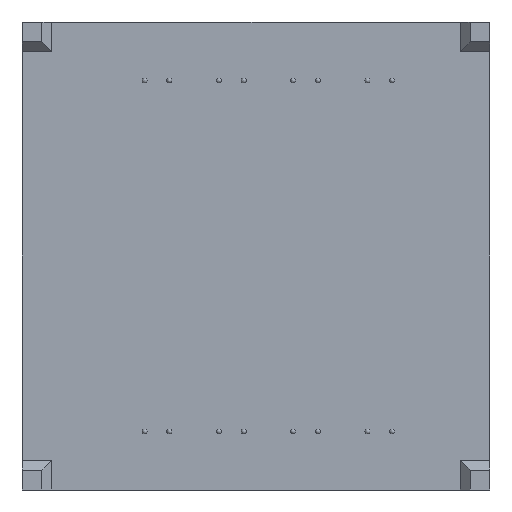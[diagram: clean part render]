
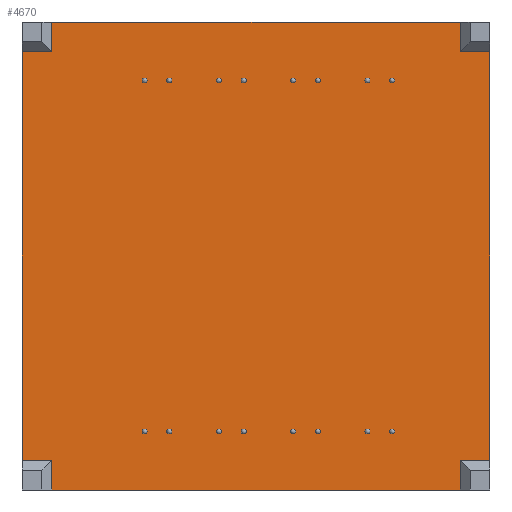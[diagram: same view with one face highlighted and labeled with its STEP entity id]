
A CAD part, front view. The second image highlights one B-rep face of the part: STEP entity #4670.
In plain terms, the highlighted planar face has unit normal (0, -1, 0).
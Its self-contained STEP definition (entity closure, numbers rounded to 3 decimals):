
#76 = CARTESIAN_POINT ( 'NONE',  ( -24., 0., -20.959 ) ) ;
#89 = VECTOR ( 'NONE', #6737, 1000. ) ;
#97 = CARTESIAN_POINT ( 'NONE',  ( -24., 0., 24.001 ) ) ;
#192 = VECTOR ( 'NONE', #8181, 1000. ) ;
#482 = LINE ( 'NONE', #1013, #89 ) ;
#485 = DIRECTION ( 'NONE',  ( 1., 0., 0. ) ) ;
#546 = VERTEX_POINT ( 'NONE', #6547 ) ;
#790 = VECTOR ( 'NONE', #485, 1000. ) ;
#831 = EDGE_CURVE ( 'NONE', #7813, #7100, #1479, .T. ) ;
#904 = LINE ( 'NONE', #3942, #7450 ) ;
#978 = EDGE_CURVE ( 'NONE', #5203, #5405, #4377, .T. ) ;
#1013 = CARTESIAN_POINT ( 'NONE',  ( 24., 0., 0. ) ) ;
#1070 = LINE ( 'NONE', #7051, #4264 ) ;
#1256 = VECTOR ( 'NONE', #7433, 1000. ) ;
#1257 = VERTEX_POINT ( 'NONE', #2727 ) ;
#1264 = LINE ( 'NONE', #2990, #5371 ) ;
#1358 = ORIENTED_EDGE ( 'NONE', *, *, #3378, .T. ) ;
#1479 = LINE ( 'NONE', #1709, #790 ) ;
#1520 = EDGE_LOOP ( 'NONE', ( #7923, #5346, #4438, #6609, #8099, #7822, #7584, #3366, #5248, #3760, #4049, #1358 ) ) ;
#1697 = DIRECTION ( 'NONE',  ( -1., 0., 0. ) ) ;
#1709 = CARTESIAN_POINT ( 'NONE',  ( -24., 0., -20.959 ) ) ;
#1758 = EDGE_CURVE ( 'NONE', #2143, #7696, #3342, .T. ) ;
#1815 = DIRECTION ( 'NONE',  ( 0., 0., -1. ) ) ;
#1877 = LINE ( 'NONE', #3560, #1983 ) ;
#1909 = CARTESIAN_POINT ( 'NONE',  ( -24., 0., 20.959 ) ) ;
#1983 = VECTOR ( 'NONE', #7332, 1000. ) ;
#2143 = VERTEX_POINT ( 'NONE', #5004 ) ;
#2189 = EDGE_CURVE ( 'NONE', #5203, #4727, #2965, .T. ) ;
#2245 = CARTESIAN_POINT ( 'NONE',  ( -24., 0., 20.959 ) ) ;
#2278 = CARTESIAN_POINT ( 'NONE',  ( 20.96, 0., -20.959 ) ) ;
#2352 = LINE ( 'NONE', #97, #5543 ) ;
#2570 = CARTESIAN_POINT ( 'NONE',  ( -20.958, 0., -20.959 ) ) ;
#2601 = DIRECTION ( 'NONE',  ( 0., -1., 0. ) ) ;
#2656 = CARTESIAN_POINT ( 'NONE',  ( -20.958, 0., -20.959 ) ) ;
#2727 = CARTESIAN_POINT ( 'NONE',  ( 24., 0., 20.959 ) ) ;
#2965 = LINE ( 'NONE', #6266, #1256 ) ;
#2990 = CARTESIAN_POINT ( 'NONE',  ( 20.96, 0., -20.959 ) ) ;
#3318 = DIRECTION ( 'NONE',  ( -1., 0., 0. ) ) ;
#3342 = LINE ( 'NONE', #6357, #4238 ) ;
#3366 = ORIENTED_EDGE ( 'NONE', *, *, #978, .F. ) ;
#3378 = EDGE_CURVE ( 'NONE', #546, #7813, #1877, .T. ) ;
#3498 = VECTOR ( 'NONE', #7017, 1000. ) ;
#3503 = CARTESIAN_POINT ( 'NONE',  ( -20.958, 0., -24.001 ) ) ;
#3560 = CARTESIAN_POINT ( 'NONE',  ( 20.96, 0., -20.959 ) ) ;
#3760 = ORIENTED_EDGE ( 'NONE', *, *, #6883, .T. ) ;
#3767 = CARTESIAN_POINT ( 'NONE',  ( -24., 0., 0. ) ) ;
#3794 = CARTESIAN_POINT ( 'NONE',  ( -24., 0., -20.959 ) ) ;
#3850 = EDGE_CURVE ( 'NONE', #2143, #7282, #2352, .T. ) ;
#3939 = CARTESIAN_POINT ( 'NONE',  ( 24., 0., -20.959 ) ) ;
#3942 = CARTESIAN_POINT ( 'NONE',  ( -24., 0., -24.001 ) ) ;
#4049 = ORIENTED_EDGE ( 'NONE', *, *, #4705, .F. ) ;
#4238 = VECTOR ( 'NONE', #1815, 1000. ) ;
#4264 = VECTOR ( 'NONE', #5159, 1000. ) ;
#4377 = LINE ( 'NONE', #3767, #192 ) ;
#4438 = ORIENTED_EDGE ( 'NONE', *, *, #5254, .T. ) ;
#4670 = ADVANCED_FACE ( 'NONE', ( #7857 ), #5249, .T. ) ;
#4694 = CARTESIAN_POINT ( 'NONE',  ( 20.96, 0., 24.001 ) ) ;
#4705 = EDGE_CURVE ( 'NONE', #546, #6323, #904, .T. ) ;
#4727 = VERTEX_POINT ( 'NONE', #2656 ) ;
#4869 = EDGE_CURVE ( 'NONE', #7100, #1257, #482, .T. ) ;
#4954 = EDGE_CURVE ( 'NONE', #5618, #7282, #1264, .T. ) ;
#5004 = CARTESIAN_POINT ( 'NONE',  ( -20.958, 0., 24.001 ) ) ;
#5159 = DIRECTION ( 'NONE',  ( -1., 0., 0. ) ) ;
#5203 = VERTEX_POINT ( 'NONE', #3794 ) ;
#5248 = ORIENTED_EDGE ( 'NONE', *, *, #2189, .T. ) ;
#5249 = PLANE ( 'NONE',  #6209 ) ;
#5254 = EDGE_CURVE ( 'NONE', #1257, #5618, #1070, .T. ) ;
#5346 = ORIENTED_EDGE ( 'NONE', *, *, #4869, .T. ) ;
#5371 = VECTOR ( 'NONE', #5494, 1000. ) ;
#5405 = VERTEX_POINT ( 'NONE', #1909 ) ;
#5494 = DIRECTION ( 'NONE',  ( 0., 0., 1. ) ) ;
#5543 = VECTOR ( 'NONE', #5811, 1000. ) ;
#5618 = VERTEX_POINT ( 'NONE', #6563 ) ;
#5811 = DIRECTION ( 'NONE',  ( 1., 0., 0. ) ) ;
#5849 = EDGE_CURVE ( 'NONE', #7696, #5405, #6103, .T. ) ;
#5896 = VECTOR ( 'NONE', #1697, 1000. ) ;
#6103 = LINE ( 'NONE', #2245, #5896 ) ;
#6178 = LINE ( 'NONE', #2570, #3498 ) ;
#6209 = AXIS2_PLACEMENT_3D ( 'NONE', #76, #2601, #6515 ) ;
#6266 = CARTESIAN_POINT ( 'NONE',  ( -24., 0., -20.959 ) ) ;
#6323 = VERTEX_POINT ( 'NONE', #3503 ) ;
#6357 = CARTESIAN_POINT ( 'NONE',  ( -20.958, 0., -20.959 ) ) ;
#6515 = DIRECTION ( 'NONE',  ( 0., 0., -1. ) ) ;
#6547 = CARTESIAN_POINT ( 'NONE',  ( 20.96, 0., -24.001 ) ) ;
#6563 = CARTESIAN_POINT ( 'NONE',  ( 20.96, 0., 20.959 ) ) ;
#6564 = CARTESIAN_POINT ( 'NONE',  ( -20.958, 0., 20.959 ) ) ;
#6609 = ORIENTED_EDGE ( 'NONE', *, *, #4954, .T. ) ;
#6737 = DIRECTION ( 'NONE',  ( 0., 0., 1. ) ) ;
#6883 = EDGE_CURVE ( 'NONE', #4727, #6323, #6178, .T. ) ;
#7017 = DIRECTION ( 'NONE',  ( 0., 0., -1. ) ) ;
#7051 = CARTESIAN_POINT ( 'NONE',  ( -24., 0., 20.959 ) ) ;
#7100 = VERTEX_POINT ( 'NONE', #3939 ) ;
#7282 = VERTEX_POINT ( 'NONE', #4694 ) ;
#7332 = DIRECTION ( 'NONE',  ( 0., 0., 1. ) ) ;
#7433 = DIRECTION ( 'NONE',  ( 1., 0., 0. ) ) ;
#7450 = VECTOR ( 'NONE', #3318, 1000. ) ;
#7584 = ORIENTED_EDGE ( 'NONE', *, *, #5849, .T. ) ;
#7696 = VERTEX_POINT ( 'NONE', #6564 ) ;
#7813 = VERTEX_POINT ( 'NONE', #2278 ) ;
#7822 = ORIENTED_EDGE ( 'NONE', *, *, #1758, .T. ) ;
#7857 = FACE_OUTER_BOUND ( 'NONE', #1520, .T. ) ;
#7923 = ORIENTED_EDGE ( 'NONE', *, *, #831, .T. ) ;
#8099 = ORIENTED_EDGE ( 'NONE', *, *, #3850, .F. ) ;
#8181 = DIRECTION ( 'NONE',  ( 0., 0., 1. ) ) ;
